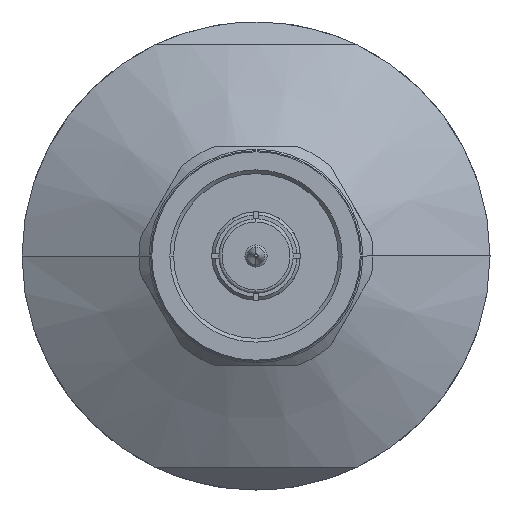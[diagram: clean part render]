
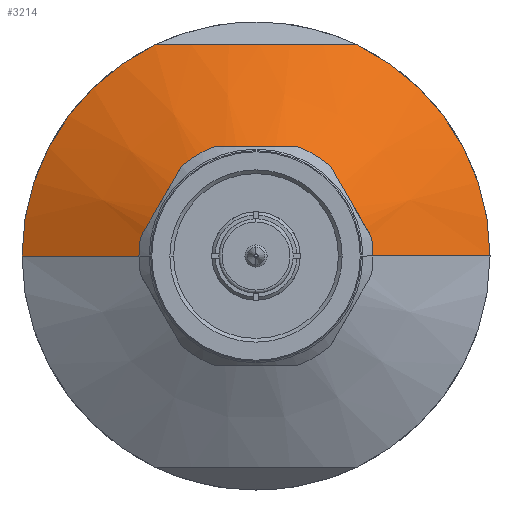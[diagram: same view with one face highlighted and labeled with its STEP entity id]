
A CAD part, left-side view. The second image highlights one B-rep face of the part: STEP entity #3214.
In plain terms, the highlighted conical face has half-angle 60 degrees and reference radius 22 mm.
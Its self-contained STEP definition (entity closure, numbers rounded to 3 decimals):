
#150 = CARTESIAN_POINT ( 'NONE',  ( 24.65, 0., 0. ) ) ;
#173 = VERTEX_POINT ( 'NONE', #2759 ) ;
#213 = DIRECTION ( 'NONE',  ( 0., 1., 0. ) ) ;
#337 = CARTESIAN_POINT ( 'NONE',  ( 24.65, -22., 0. ) ) ;
#349 = CARTESIAN_POINT ( 'NONE',  ( 17., 0., 0. ) ) ;
#364 = AXIS2_PLACEMENT_3D ( 'NONE', #1014, #1296, #3589 ) ;
#402 = VERTEX_POINT ( 'NONE', #3279 ) ;
#501 = CONICAL_SURFACE ( 'NONE', #997, 22., 1.047 ) ;
#502 = DIRECTION ( 'NONE',  ( 0., 0., -1. ) ) ;
#572 = ORIENTED_EDGE ( 'NONE', *, *, #4140, .T. ) ;
#643 = VERTEX_POINT ( 'NONE', #3159 ) ;
#697 = ORIENTED_EDGE ( 'NONE', *, *, #1419, .F. ) ;
#779 = VECTOR ( 'NONE', #4230, 1000. ) ;
#853 = EDGE_CURVE ( 'NONE', #173, #2524, #4173, .T. ) ;
#936 = B_SPLINE_CURVE_WITH_KNOTS ( 'NONE', 3,
 ( #3978, #1029, #3338, #1652, #2990, #3954, #3005, #1043, #2336, #994 ),
 .UNSPECIFIED., .F., .F.,
 ( 4, 2, 2, 2, 4 ),
 ( 0., 0.005, 0.01, 0.014, 0.019 ),
 .UNSPECIFIED. ) ;
#961 = VERTEX_POINT ( 'NONE', #1324 ) ;
#994 = CARTESIAN_POINT ( 'NONE',  ( 24.65, 9.507, 19.84 ) ) ;
#997 = AXIS2_PLACEMENT_3D ( 'NONE', #4138, #1493, #213 ) ;
#1014 = CARTESIAN_POINT ( 'NONE',  ( 24.65, 0., 0. ) ) ;
#1029 = CARTESIAN_POINT ( 'NONE',  ( 24.261, -7.946, 19.84 ) ) ;
#1043 = CARTESIAN_POINT ( 'NONE',  ( 23.947, 6.375, 19.84 ) ) ;
#1048 = DIRECTION ( 'NONE',  ( 0., 0., -1. ) ) ;
#1200 = VERTEX_POINT ( 'NONE', #1533 ) ;
#1296 = DIRECTION ( 'NONE',  ( 1., 0., 0. ) ) ;
#1324 = CARTESIAN_POINT ( 'NONE',  ( 24.65, 9.507, 19.84 ) ) ;
#1397 = VECTOR ( 'NONE', #1998, 1000. ) ;
#1419 = EDGE_CURVE ( 'NONE', #402, #1200, #1448, .T. ) ;
#1448 = LINE ( 'NONE', #2310, #779 ) ;
#1493 = DIRECTION ( 'NONE',  ( 1., 0., 0. ) ) ;
#1530 = DIRECTION ( 'NONE',  ( 1., 0., 0. ) ) ;
#1533 = CARTESIAN_POINT ( 'NONE',  ( 24.65, 22., 0. ) ) ;
#1584 = VERTEX_POINT ( 'NONE', #2129 ) ;
#1652 = CARTESIAN_POINT ( 'NONE',  ( 23.518, -3.208, 19.84 ) ) ;
#1890 = LINE ( 'NONE', #337, #1397 ) ;
#1998 = DIRECTION ( 'NONE',  ( 0.5, -0.866, 0. ) ) ;
#2006 = ORIENTED_EDGE ( 'NONE', *, *, #3197, .F. ) ;
#2017 = ORIENTED_EDGE ( 'NONE', *, *, #2278, .T. ) ;
#2129 = CARTESIAN_POINT ( 'NONE',  ( 17., 0., 8.75 ) ) ;
#2175 = EDGE_LOOP ( 'NONE', ( #3772, #3213, #2017, #4141, #572, #2006, #697 ) ) ;
#2278 = EDGE_CURVE ( 'NONE', #643, #2524, #1890, .T. ) ;
#2310 = CARTESIAN_POINT ( 'NONE',  ( 24.65, 22., 0. ) ) ;
#2333 = EDGE_CURVE ( 'NONE', #1584, #643, #3903, .T. ) ;
#2336 = CARTESIAN_POINT ( 'NONE',  ( 24.261, 7.946, 19.84 ) ) ;
#2475 = DIRECTION ( 'NONE',  ( 1., 0., 0. ) ) ;
#2524 = VERTEX_POINT ( 'NONE', #2749 ) ;
#2596 = CIRCLE ( 'NONE', #3352, 22. ) ;
#2656 = DIRECTION ( 'NONE',  ( 1., 0., 0. ) ) ;
#2673 = EDGE_CURVE ( 'NONE', #402, #1584, #3234, .T. ) ;
#2687 = AXIS2_PLACEMENT_3D ( 'NONE', #3504, #1530, #4162 ) ;
#2749 = CARTESIAN_POINT ( 'NONE',  ( 24.65, -22., 0. ) ) ;
#2759 = CARTESIAN_POINT ( 'NONE',  ( 24.65, -9.507, 19.84 ) ) ;
#2990 = CARTESIAN_POINT ( 'NONE',  ( 23.403, -1.612, 19.84 ) ) ;
#3005 = CARTESIAN_POINT ( 'NONE',  ( 23.518, 3.208, 19.84 ) ) ;
#3076 = FACE_OUTER_BOUND ( 'NONE', #2175, .T. ) ;
#3159 = CARTESIAN_POINT ( 'NONE',  ( 17., -8.75, 0. ) ) ;
#3197 = EDGE_CURVE ( 'NONE', #1200, #961, #2596, .T. ) ;
#3213 = ORIENTED_EDGE ( 'NONE', *, *, #2333, .T. ) ;
#3214 = ADVANCED_FACE ( 'NONE', ( #3076 ), #501, .T. ) ;
#3234 = CIRCLE ( 'NONE', #4285, 8.75 ) ;
#3279 = CARTESIAN_POINT ( 'NONE',  ( 17., 8.75, 0. ) ) ;
#3338 = CARTESIAN_POINT ( 'NONE',  ( 23.947, -6.375, 19.84 ) ) ;
#3352 = AXIS2_PLACEMENT_3D ( 'NONE', #150, #2475, #502 ) ;
#3504 = CARTESIAN_POINT ( 'NONE',  ( 17., 0., 0. ) ) ;
#3589 = DIRECTION ( 'NONE',  ( 0., 0., -1. ) ) ;
#3772 = ORIENTED_EDGE ( 'NONE', *, *, #2673, .T. ) ;
#3903 = CIRCLE ( 'NONE', #2687, 8.75 ) ;
#3954 = CARTESIAN_POINT ( 'NONE',  ( 23.403, 1.612, 19.84 ) ) ;
#3978 = CARTESIAN_POINT ( 'NONE',  ( 24.65, -9.507, 19.84 ) ) ;
#4138 = CARTESIAN_POINT ( 'NONE',  ( 24.65, 0., 0. ) ) ;
#4140 = EDGE_CURVE ( 'NONE', #173, #961, #936, .T. ) ;
#4141 = ORIENTED_EDGE ( 'NONE', *, *, #853, .F. ) ;
#4162 = DIRECTION ( 'NONE',  ( 0., 0., -1. ) ) ;
#4173 = CIRCLE ( 'NONE', #364, 22. ) ;
#4230 = DIRECTION ( 'NONE',  ( 0.5, 0.866, 0. ) ) ;
#4285 = AXIS2_PLACEMENT_3D ( 'NONE', #349, #2656, #1048 ) ;
